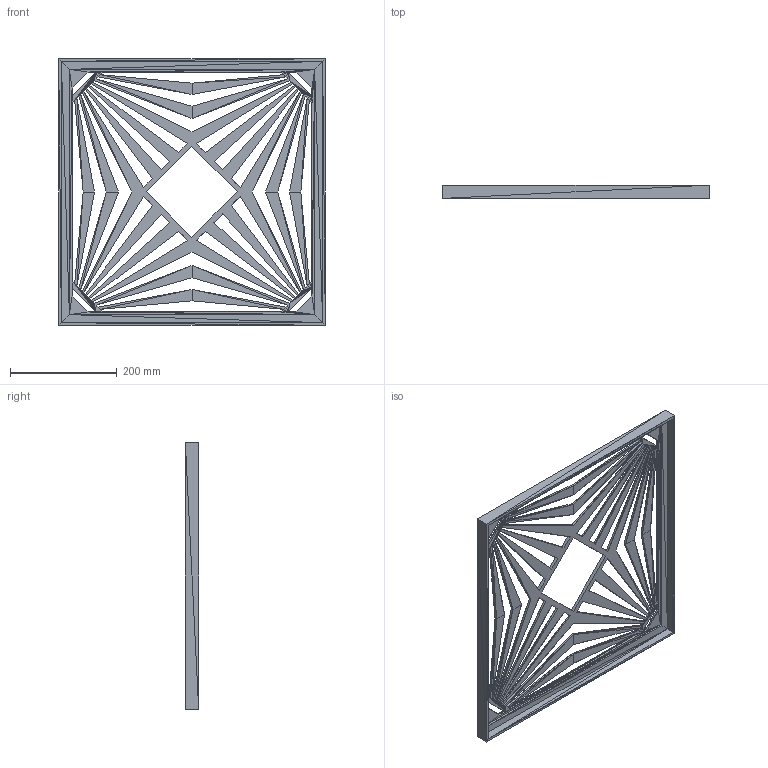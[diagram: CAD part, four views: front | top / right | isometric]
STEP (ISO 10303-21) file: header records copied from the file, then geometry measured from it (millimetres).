
FILE_DESCRIPTION (( 'STEP AP203' ), '1' );
FILE_NAME ('HERVE GRANDIN-MIROIR PETIT LOSANGE-20191218.STEP', '2020-01-14T13:49:32', ( '' ), ( '' ), 'SwSTEP 2.0', 'SolidWorks 2018', '' );
FILE_SCHEMA (( 'CONFIG_CONTROL_DESIGN' ));
Length unit declared in the file: millimetre
Products named in the file (1): HERVE GRANDIN-MIROIR PETIT LOSANGE-20191218
Bounding box: 500 x 25 x 500 mm (x, y, z)
Volume: 972806.7 mm3; surface area: 436599.1 mm2
Topology: 1 solids, 1 shells, 583 faces, 989 edges, 352 vertices
Faces by surface type: plane 583
Entity records: 12383 total; most frequent: DIRECTION 2154, ORIENTED_EDGE 1978, CARTESIAN_POINT 1934, EDGE_CURVE 989, VECTOR 986, LINE 986, EDGE_LOOP 585, AXIS2_PLACEMENT_3D 584
